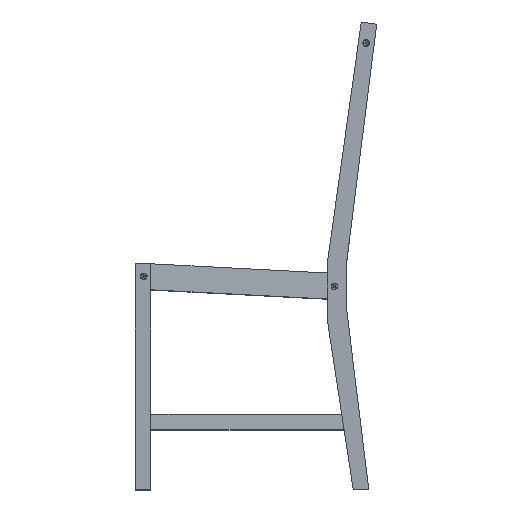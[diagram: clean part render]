
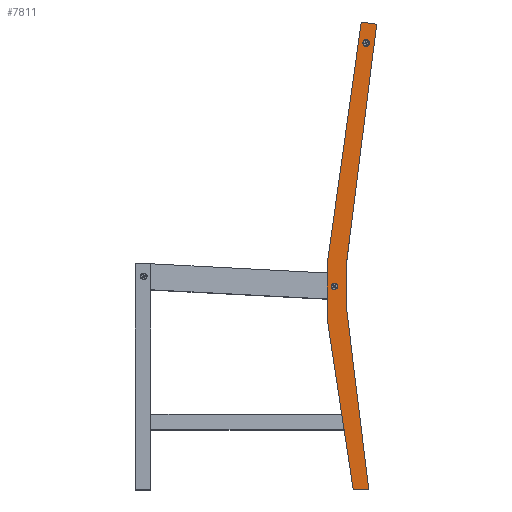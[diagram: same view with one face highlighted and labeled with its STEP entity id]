
A CAD part, top view. The second image highlights one B-rep face of the part: STEP entity #7811.
In plain terms, the highlighted planar face has unit normal (0, 0, 1).
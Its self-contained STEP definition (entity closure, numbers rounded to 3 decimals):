
#72 = CARTESIAN_POINT ( 'NONE',  ( 368.205, 391.455, -20. ) ) ;
#105 = VERTEX_POINT ( 'NONE', #7358 ) ;
#173 = AXIS2_PLACEMENT_3D ( 'NONE', #529, #8981, #7477 ) ;
#218 = CARTESIAN_POINT ( 'NONE',  ( 354.534, 435., -20. ) ) ;
#494 = CARTESIAN_POINT ( 'NONE',  ( 423.049, 860.216, -20. ) ) ;
#529 = CARTESIAN_POINT ( 'NONE',  ( 429.349, 860.216, -20. ) ) ;
#668 = CARTESIAN_POINT ( 'NONE',  ( 391.534, 452.989, -20. ) ) ;
#894 = CARTESIAN_POINT ( 'NONE',  ( 391.534, 435., -20. ) ) ;
#972 = ORIENTED_EDGE ( 'NONE', *, *, #9462, .F. ) ;
#1004 = EDGE_CURVE ( 'NONE', #7509, #7116, #1360, .T. ) ;
#1060 = LINE ( 'NONE', #5081, #8374 ) ;
#1088 = FACE_OUTER_BOUND ( 'NONE', #7693, .T. ) ;
#1093 = VERTEX_POINT ( 'NONE', #7709 ) ;
#1118 = AXIS2_PLACEMENT_3D ( 'NONE', #6566, #1893, #2664 ) ;
#1178 = PLANE ( 'NONE',  #5267 ) ;
#1278 = CARTESIAN_POINT ( 'NONE',  ( 354.534, 328.013, -20. ) ) ;
#1360 = LINE ( 'NONE', #1278, #6343 ) ;
#1579 = DIRECTION ( 'NONE',  ( -0.125, -0.992, 0. ) ) ;
#1715 = DIRECTION ( 'NONE',  ( 0., 0., 1. ) ) ;
#1744 = ORIENTED_EDGE ( 'NONE', *, *, #4462, .F. ) ;
#1834 = ORIENTED_EDGE ( 'NONE', *, *, #2774, .F. ) ;
#1893 = DIRECTION ( 'NONE',  ( 0., 0., 1. ) ) ;
#1930 = ORIENTED_EDGE ( 'NONE', *, *, #5382, .F. ) ;
#2222 = DIRECTION ( 'NONE',  ( 0.139, 0.99, 0. ) ) ;
#2274 = CARTESIAN_POINT ( 'NONE',  ( 361.905, 391.455, -20. ) ) ;
#2478 = ORIENTED_EDGE ( 'NONE', *, *, #3626, .F. ) ;
#2664 = DIRECTION ( 'NONE',  ( 1., 0., 0. ) ) ;
#2673 = LINE ( 'NONE', #894, #4867 ) ;
#2774 = EDGE_CURVE ( 'NONE', #1093, #7509, #5222, .T. ) ;
#2979 = CARTESIAN_POINT ( 'NONE',  ( 419.966, 900.574, -20. ) ) ;
#3401 = FACE_BOUND ( 'NONE', #9676, .T. ) ;
#3448 = CIRCLE ( 'NONE', #173, 6.3 ) ;
#3461 = CIRCLE ( 'NONE', #5930, 6.3 ) ;
#3524 = DIRECTION ( 'NONE',  ( 0.122, -0.993, 0. ) ) ;
#3611 = VERTEX_POINT ( 'NONE', #9350 ) ;
#3617 = VERTEX_POINT ( 'NONE', #4669 ) ;
#3626 = EDGE_CURVE ( 'NONE', #7169, #5064, #3461, .T. ) ;
#3737 = CIRCLE ( 'NONE', #9663, 6.3 ) ;
#3836 = DIRECTION ( 'NONE',  ( 0.99, -0.139, 0. ) ) ;
#3902 = EDGE_CURVE ( 'NONE', #7797, #9234, #3448, .T. ) ;
#3961 = DIRECTION ( 'NONE',  ( 0., 0., 1. ) ) ;
#4039 = LINE ( 'NONE', #6143, #9060 ) ;
#4094 = LINE ( 'NONE', #668, #8749 ) ;
#4126 = ORIENTED_EDGE ( 'NONE', *, *, #8838, .F. ) ;
#4160 = CARTESIAN_POINT ( 'NONE',  ( 368.205, 391.455, -20. ) ) ;
#4462 = EDGE_CURVE ( 'NONE', #105, #3617, #4039, .T. ) ;
#4499 = ORIENTED_EDGE ( 'NONE', *, *, #8833, .F. ) ;
#4538 = VERTEX_POINT ( 'NONE', #10070 ) ;
#4669 = CARTESIAN_POINT ( 'NONE',  ( 449.674, 896.399, -20. ) ) ;
#4694 = ORIENTED_EDGE ( 'NONE', *, *, #9249, .F. ) ;
#4867 = VECTOR ( 'NONE', #1579, 1000. ) ;
#4936 = LINE ( 'NONE', #6830, #8366 ) ;
#5064 = VERTEX_POINT ( 'NONE', #2274 ) ;
#5081 = CARTESIAN_POINT ( 'NONE',  ( 434.534, 0., -20. ) ) ;
#5222 = LINE ( 'NONE', #5339, #8891 ) ;
#5267 = AXIS2_PLACEMENT_3D ( 'NONE', #5964, #5900, #6766 ) ;
#5339 = CARTESIAN_POINT ( 'NONE',  ( 402.39, 0., -20. ) ) ;
#5362 = DIRECTION ( 'NONE',  ( 0., -1., 0. ) ) ;
#5382 = EDGE_CURVE ( 'NONE', #9234, #7797, #5603, .T. ) ;
#5471 = ORIENTED_EDGE ( 'NONE', *, *, #3902, .F. ) ;
#5603 = CIRCLE ( 'NONE', #1118, 6.3 ) ;
#5659 = DIRECTION ( 'NONE',  ( 1., 0., 0. ) ) ;
#5739 = EDGE_CURVE ( 'NONE', #3617, #4538, #2673, .T. ) ;
#5900 = DIRECTION ( 'NONE',  ( 0., 0., -1. ) ) ;
#5930 = AXIS2_PLACEMENT_3D ( 'NONE', #72, #3961, #8640 ) ;
#5964 = CARTESIAN_POINT ( 'NONE',  ( 450.245, 0., -20. ) ) ;
#6143 = CARTESIAN_POINT ( 'NONE',  ( 449.674, 896.399, -20. ) ) ;
#6295 = VECTOR ( 'NONE', #2222, 1000. ) ;
#6343 = VECTOR ( 'NONE', #9822, 1000. ) ;
#6419 = CARTESIAN_POINT ( 'NONE',  ( 404.534, 0., -20. ) ) ;
#6566 = CARTESIAN_POINT ( 'NONE',  ( 429.349, 860.216, -20. ) ) ;
#6630 = VERTEX_POINT ( 'NONE', #218 ) ;
#6766 = DIRECTION ( 'NONE',  ( -1., 0., 0. ) ) ;
#6830 = CARTESIAN_POINT ( 'NONE',  ( 354.534, 452.989, -20. ) ) ;
#6978 = ORIENTED_EDGE ( 'NONE', *, *, #5739, .F. ) ;
#6988 = DIRECTION ( 'NONE',  ( -1., 0., 0. ) ) ;
#7116 = VERTEX_POINT ( 'NONE', #9160 ) ;
#7169 = VERTEX_POINT ( 'NONE', #8341 ) ;
#7305 = FACE_BOUND ( 'NONE', #9907, .T. ) ;
#7358 = CARTESIAN_POINT ( 'NONE',  ( 419.966, 900.574, -20. ) ) ;
#7409 = CARTESIAN_POINT ( 'NONE',  ( 435.649, 860.216, -20. ) ) ;
#7477 = DIRECTION ( 'NONE',  ( 1., 0., 0. ) ) ;
#7509 = VERTEX_POINT ( 'NONE', #6419 ) ;
#7693 = EDGE_LOOP ( 'NONE', ( #1834, #4694, #4499, #6978, #1744, #4126, #972, #9933 ) ) ;
#7709 = CARTESIAN_POINT ( 'NONE',  ( 434.534, 0., -20. ) ) ;
#7797 = VERTEX_POINT ( 'NONE', #494 ) ;
#7811 = ADVANCED_FACE ( 'NONE', ( #3401, #7305, #1088 ), #1178, .F. ) ;
#8341 = CARTESIAN_POINT ( 'NONE',  ( 374.505, 391.455, -20. ) ) ;
#8366 = VECTOR ( 'NONE', #10089, 1000. ) ;
#8374 = VECTOR ( 'NONE', #3524, 1000. ) ;
#8498 = LINE ( 'NONE', #2979, #6295 ) ;
#8640 = DIRECTION ( 'NONE',  ( 1., 0., 0. ) ) ;
#8749 = VECTOR ( 'NONE', #5362, 1000. ) ;
#8833 = EDGE_CURVE ( 'NONE', #4538, #3611, #4094, .T. ) ;
#8838 = EDGE_CURVE ( 'NONE', #6630, #105, #8498, .T. ) ;
#8891 = VECTOR ( 'NONE', #6988, 1000. ) ;
#8981 = DIRECTION ( 'NONE',  ( 0., 0., 1. ) ) ;
#9060 = VECTOR ( 'NONE', #3836, 1000. ) ;
#9160 = CARTESIAN_POINT ( 'NONE',  ( 354.534, 328.013, -20. ) ) ;
#9168 = EDGE_CURVE ( 'NONE', #5064, #7169, #3737, .T. ) ;
#9234 = VERTEX_POINT ( 'NONE', #7409 ) ;
#9249 = EDGE_CURVE ( 'NONE', #3611, #1093, #1060, .T. ) ;
#9350 = CARTESIAN_POINT ( 'NONE',  ( 391.534, 350.095, -20. ) ) ;
#9462 = EDGE_CURVE ( 'NONE', #7116, #6630, #4936, .T. ) ;
#9663 = AXIS2_PLACEMENT_3D ( 'NONE', #4160, #1715, #5659 ) ;
#9676 = EDGE_LOOP ( 'NONE', ( #2478, #9789 ) ) ;
#9789 = ORIENTED_EDGE ( 'NONE', *, *, #9168, .F. ) ;
#9822 = DIRECTION ( 'NONE',  ( -0.151, 0.989, 0. ) ) ;
#9907 = EDGE_LOOP ( 'NONE', ( #1930, #5471 ) ) ;
#9933 = ORIENTED_EDGE ( 'NONE', *, *, #1004, .F. ) ;
#10070 = CARTESIAN_POINT ( 'NONE',  ( 391.534, 435., -20. ) ) ;
#10089 = DIRECTION ( 'NONE',  ( 0., 1., 0. ) ) ;
